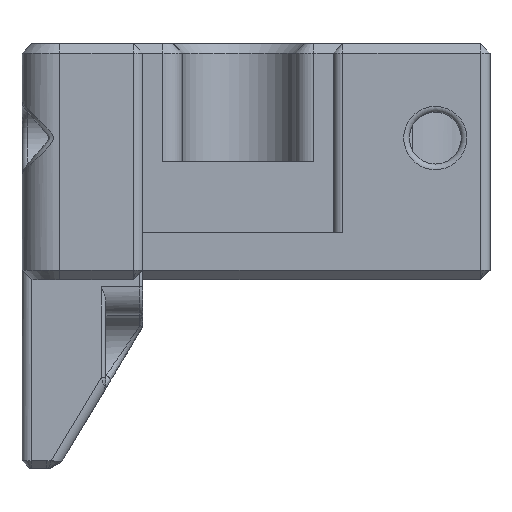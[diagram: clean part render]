
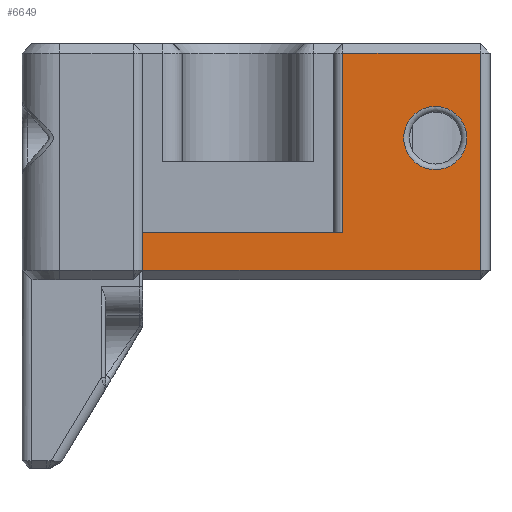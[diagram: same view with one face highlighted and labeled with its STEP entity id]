
A CAD part, left-side view. The second image highlights one B-rep face of the part: STEP entity #6649.
In plain terms, the highlighted planar face has unit normal (-1, 0, 0).
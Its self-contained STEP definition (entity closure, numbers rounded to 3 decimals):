
#243=FACE_BOUND('',#1271,.T.);
#579=CIRCLE('',#7082,3.35);
#886=FACE_OUTER_BOUND('',#1270,.T.);
#1270=EDGE_LOOP('',(#4536,#4537,#4538,#4539,#4540,#4541));
#1271=EDGE_LOOP('',(#4542));
#1676=LINE('',#9378,#2166);
#1707=LINE('',#9550,#2197);
#1708=LINE('',#9554,#2198);
#1709=LINE('',#9556,#2199);
#1710=LINE('',#9558,#2200);
#1711=LINE('',#9559,#2201);
#2166=VECTOR('',#7720,10.);
#2197=VECTOR('',#7821,10.);
#2198=VECTOR('',#7826,10.);
#2199=VECTOR('',#7827,10.);
#2200=VECTOR('',#7828,10.);
#2201=VECTOR('',#7829,10.);
#2655=VERTEX_POINT('',#9375);
#2656=VERTEX_POINT('',#9377);
#2695=VERTEX_POINT('',#9549);
#2696=VERTEX_POINT('',#9553);
#2697=VERTEX_POINT('',#9555);
#2698=VERTEX_POINT('',#9557);
#2699=VERTEX_POINT('',#9560);
#3367=EDGE_CURVE('',#2655,#2656,#1676,.T.);
#3423=EDGE_CURVE('',#2656,#2695,#1707,.T.);
#3425=EDGE_CURVE('',#2696,#2655,#1708,.T.);
#3426=EDGE_CURVE('',#2697,#2696,#1709,.T.);
#3427=EDGE_CURVE('',#2698,#2697,#1710,.F.);
#3428=EDGE_CURVE('',#2695,#2698,#1711,.T.);
#3429=EDGE_CURVE('',#2699,#2699,#579,.T.);
#4536=ORIENTED_EDGE('',*,*,#3367,.F.);
#4537=ORIENTED_EDGE('',*,*,#3425,.F.);
#4538=ORIENTED_EDGE('',*,*,#3426,.F.);
#4539=ORIENTED_EDGE('',*,*,#3427,.F.);
#4540=ORIENTED_EDGE('',*,*,#3428,.F.);
#4541=ORIENTED_EDGE('',*,*,#3423,.F.);
#4542=ORIENTED_EDGE('',*,*,#3429,.F.);
#6488=PLANE('',#7081);
#6649=ADVANCED_FACE('',(#886,#243),#6488,.T.);
#7081=AXIS2_PLACEMENT_3D('',#9552,#7824,#7825);
#7082=AXIS2_PLACEMENT_3D('',#9561,#7830,#7831);
#7720=DIRECTION('',(0.,-1.,0.));
#7821=DIRECTION('',(0.,0.,-1.));
#7824=DIRECTION('center_axis',(-1.,0.,0.));
#7825=DIRECTION('ref_axis',(0.,1.,0.));
#7826=DIRECTION('',(0.,0.,1.));
#7827=DIRECTION('',(0.,-1.,0.));
#7828=DIRECTION('',(0.,0.,-1.));
#7829=DIRECTION('',(0.,1.,0.));
#7830=DIRECTION('center_axis',(-1.,0.,0.));
#7831=DIRECTION('ref_axis',(0.,1.,0.));
#9375=CARTESIAN_POINT('',(-13.85,-2.488,85.439));
#9377=CARTESIAN_POINT('',(-13.85,-17.088,85.439));
#9378=CARTESIAN_POINT('',(-13.85,-5.688,85.439));
#9549=CARTESIAN_POINT('',(-13.85,-17.088,62.439));
#9550=CARTESIAN_POINT('',(-13.85,-17.088,86.439));
#9552=CARTESIAN_POINT('Origin',(-13.85,-18.088,86.439));
#9553=CARTESIAN_POINT('',(-13.85,-2.488,66.439));
#9554=CARTESIAN_POINT('',(-13.85,-2.488,86.439));
#9555=CARTESIAN_POINT('',(-13.85,18.712,66.439));
#9556=CARTESIAN_POINT('',(-13.85,14.112,66.439));
#9557=CARTESIAN_POINT('',(-13.85,18.712,62.439));
#9558=CARTESIAN_POINT('',(-13.85,18.712,86.439));
#9559=CARTESIAN_POINT('',(-13.85,-5.688,62.439));
#9560=CARTESIAN_POINT('',(-13.85,-12.288,79.789));
#9561=CARTESIAN_POINT('Origin',(-13.85,-12.288,76.439));
